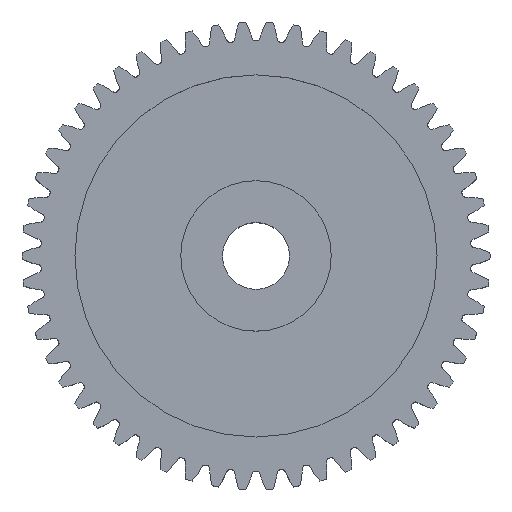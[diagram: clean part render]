
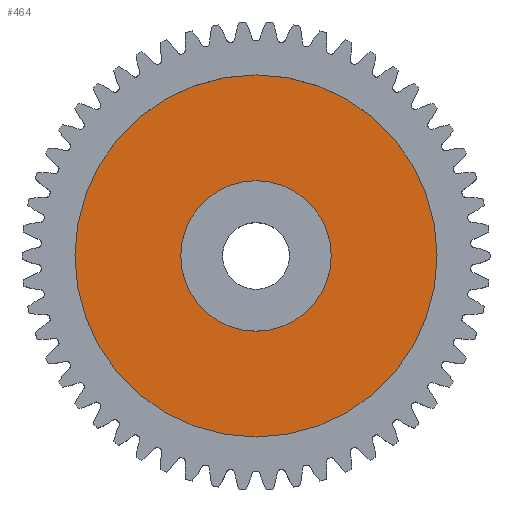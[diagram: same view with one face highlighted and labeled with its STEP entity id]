
A CAD part, top view. The second image highlights one B-rep face of the part: STEP entity #464.
In plain terms, the highlighted planar face has unit normal (0, 0, 1).
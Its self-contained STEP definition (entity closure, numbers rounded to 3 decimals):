
#266 = ORIENTED_EDGE ( 'NONE', *, *, #2365, .F. ) ;
#458 = EDGE_LOOP ( 'NONE', ( #462, #467 ) ) ;
#460 = EDGE_CURVE ( 'NONE', #2413, #2447, #5431, .T. ) ;
#462 = ORIENTED_EDGE ( 'NONE', *, *, #2488, .T. ) ;
#464 = ADVANCED_FACE ( 'NONE', ( #5490, #5424 ), #5417, .F. ) ;
#467 = ORIENTED_EDGE ( 'NONE', *, *, #478, .T. ) ;
#468 = EDGE_LOOP ( 'NONE', ( #469, #266 ) ) ;
#469 = ORIENTED_EDGE ( 'NONE', *, *, #460, .F. ) ;
#478 = EDGE_CURVE ( 'NONE', #2482, #2480, #5422, .T. ) ;
#2365 = EDGE_CURVE ( 'NONE', #2447, #2413, #7965, .T. ) ;
#2413 = VERTEX_POINT ( 'NONE', #8337 ) ;
#2447 = VERTEX_POINT ( 'NONE', #8155 ) ;
#2480 = VERTEX_POINT ( 'NONE', #8259 ) ;
#2482 = VERTEX_POINT ( 'NONE', #8254 ) ;
#2488 = EDGE_CURVE ( 'NONE', #2480, #2482, #8261, .T. ) ;
#5401 = AXIS2_PLACEMENT_3D ( 'NONE', #5421, #5411, #5460 ) ;
#5411 = DIRECTION ( 'NONE',  ( 0., 0., -1. ) ) ;
#5414 = DIRECTION ( 'NONE',  ( -1., 0., 0. ) ) ;
#5415 = DIRECTION ( 'NONE',  ( 0., 0., -1. ) ) ;
#5417 = PLANE ( 'NONE',  #5423 ) ;
#5418 = DIRECTION ( 'NONE',  ( -1., 0., 0. ) ) ;
#5419 = DIRECTION ( 'NONE',  ( 0., 0., -1. ) ) ;
#5420 = AXIS2_PLACEMENT_3D ( 'NONE', #5497, #5419, #5418 ) ;
#5421 = CARTESIAN_POINT ( 'NONE',  ( 0., 0., 8.5 ) ) ;
#5422 = CIRCLE ( 'NONE', #5401, 13.5 ) ;
#5423 = AXIS2_PLACEMENT_3D ( 'NONE', #5489, #5415, #5414 ) ;
#5424 = FACE_OUTER_BOUND ( 'NONE', #468, .T. ) ;
#5431 = CIRCLE ( 'NONE', #5420, 32.5 ) ;
#5460 = DIRECTION ( 'NONE',  ( -1., 0., 0. ) ) ;
#5489 = CARTESIAN_POINT ( 'NONE',  ( 0., 0., 8.5 ) ) ;
#5490 = FACE_BOUND ( 'NONE', #458, .T. ) ;
#5497 = CARTESIAN_POINT ( 'NONE',  ( 0., 0., 8.5 ) ) ;
#7965 = CIRCLE ( 'NONE', #8003, 32.5 ) ;
#7999 = DIRECTION ( 'NONE',  ( -1., 0., 0. ) ) ;
#8000 = DIRECTION ( 'NONE',  ( 0., 0., -1. ) ) ;
#8001 = CARTESIAN_POINT ( 'NONE',  ( 0., 0., 8.5 ) ) ;
#8003 = AXIS2_PLACEMENT_3D ( 'NONE', #8001, #8000, #7999 ) ;
#8155 = CARTESIAN_POINT ( 'NONE',  ( 32.5, 0., 8.5 ) ) ;
#8250 = AXIS2_PLACEMENT_3D ( 'NONE', #8251, #8293, #8292 ) ;
#8251 = CARTESIAN_POINT ( 'NONE',  ( 0., 0., 8.5 ) ) ;
#8254 = CARTESIAN_POINT ( 'NONE',  ( 13.5, 0., 8.5 ) ) ;
#8259 = CARTESIAN_POINT ( 'NONE',  ( -13.5, 0., 8.5 ) ) ;
#8261 = CIRCLE ( 'NONE', #8250, 13.5 ) ;
#8292 = DIRECTION ( 'NONE',  ( -1., 0., 0. ) ) ;
#8293 = DIRECTION ( 'NONE',  ( 0., 0., -1. ) ) ;
#8337 = CARTESIAN_POINT ( 'NONE',  ( -32.5, 0., 8.5 ) ) ;
